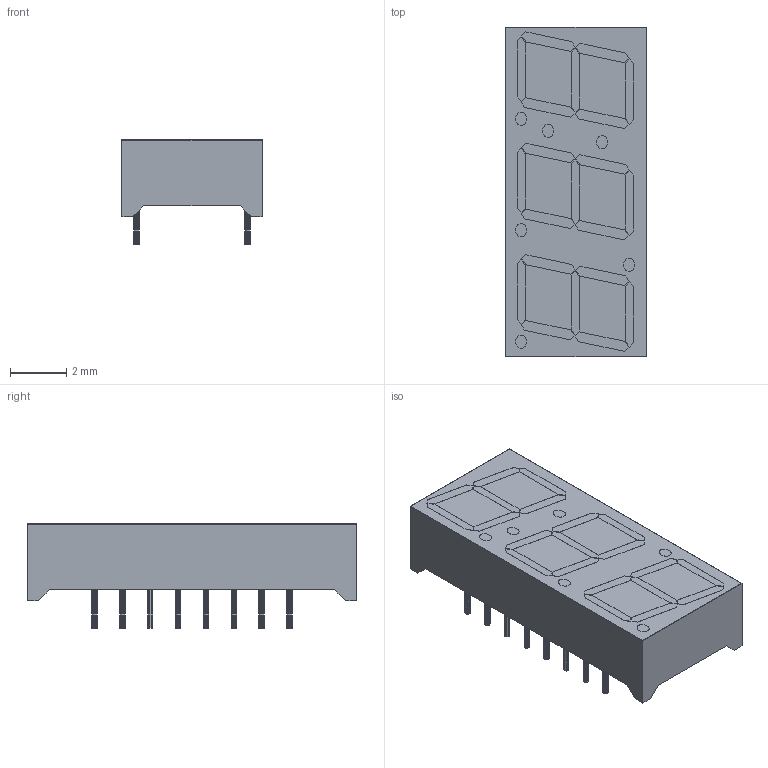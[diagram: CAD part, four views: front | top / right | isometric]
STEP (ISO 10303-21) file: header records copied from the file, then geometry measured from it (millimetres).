
FILE_DESCRIPTION(('FreeCAD Model'),'2;1');
FILE_NAME('LTC-4724.stp','2018-08-23T09:44:40',( 'kicad StepUp'),('ksu MCAD'),'Open CASCADE STEP processor 7.2', 'FreeCAD','Unknown');
FILE_SCHEMA(('AUTOMOTIVE_DESIGN { 1 0 10303 214 1 1 1 1 }'));
Length unit declared in the file: millimetre
Products named in the file (1): Group009
Bounding box: 4.99 x 11.71 x 3.71 mm (x, y, z)
Volume: 138 mm3; surface area: 211.3 mm2
Topology: 1 solids, 1 shells, 625 faces, 1700 edges, 1102 vertices
Faces by surface type: extrusion 294, plane 292, bspline 39
Entity records: 23234 total; most frequent: CARTESIAN_POINT 4463, ORIENTED_EDGE 3412, DIRECTION 1956, EDGE_CURVE 1700, VECTOR 1370, VERTEX_POINT 1102, LINE 1076, B_SPLINE_CURVE_WITH_KNOTS 918
